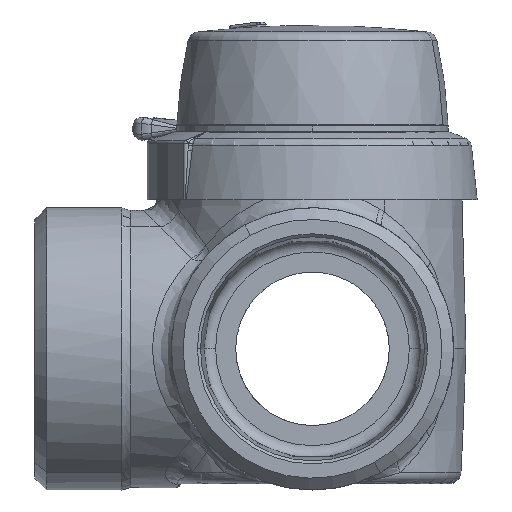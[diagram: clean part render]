
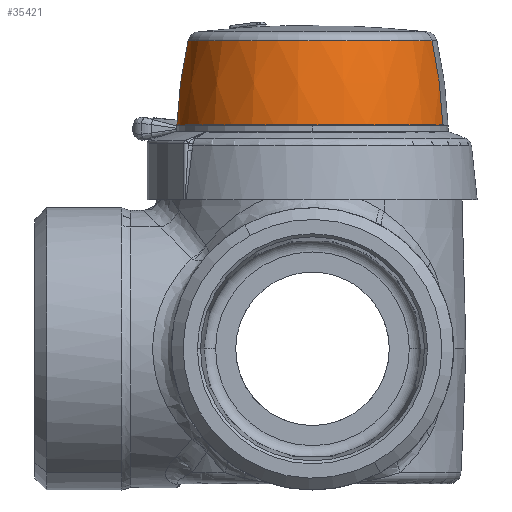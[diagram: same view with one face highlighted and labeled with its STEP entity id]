
A CAD part, front view. The second image highlights one B-rep face of the part: STEP entity #35421.
In plain terms, the highlighted face is a revolution surface.
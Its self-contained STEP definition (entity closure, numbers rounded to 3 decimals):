
#35359=AXIS2_PLACEMENT_3D('Circle Axis2P3D',#35357,#35358,$) ;
#35404=AXIS2_PLACEMENT_3D('Circle Axis2P3D',#35402,#35403,$) ;
#35352=CARTESIAN_POINT('Vertex',(11.027,-20.184,66.5)) ;
#35354=CARTESIAN_POINT('Vertex',(-11.027,20.184,66.5)) ;
#35357=CARTESIAN_POINT('Axis2P3D Location',(0.,0.,66.5)) ;
#35386=CARTESIAN_POINT('Control Point',(0.,23.,66.5)) ;
#35387=CARTESIAN_POINT('Control Point',(0.,22.831,71.344)) ;
#35388=CARTESIAN_POINT('Control Point',(0.,22.191,76.171)) ;
#35389=CARTESIAN_POINT('Control Point',(0.,21.092,80.891)) ;
#35390=CARTESIAN_POINT('Axis1P Location',(0.,0.,75.)) ;
#35395=CARTESIAN_POINT('Control Point',(11.027,-20.184,66.5)) ;
#35396=CARTESIAN_POINT('Control Point',(10.946,-20.036,71.344)) ;
#35397=CARTESIAN_POINT('Control Point',(10.639,-19.474,76.171)) ;
#35398=CARTESIAN_POINT('Control Point',(10.112,-18.51,80.891)) ;
#35399=CARTESIAN_POINT('Vertex',(10.112,-18.51,80.891)) ;
#35402=CARTESIAN_POINT('Axis2P3D Location',(0.,0.,80.891)) ;
#35406=CARTESIAN_POINT('Vertex',(-10.112,18.51,80.891)) ;
#35410=CARTESIAN_POINT('Control Point',(-11.027,20.184,66.5)) ;
#35411=CARTESIAN_POINT('Control Point',(-10.946,20.036,71.344)) ;
#35412=CARTESIAN_POINT('Control Point',(-10.639,19.474,76.171)) ;
#35413=CARTESIAN_POINT('Control Point',(-10.112,18.51,80.891)) ;
#35358=DIRECTION('Axis2P3D Direction',(0.,0.,1.)) ;
#35391=DIRECTION('Axis1P Direction',(0.,0.,1.)) ;
#35403=DIRECTION('Axis2P3D Direction',(0.,0.,1.)) ;
#35392=AXIS1_PLACEMENT('Revolution Surface Axis1P',#35390,#35391) ;
#35416=ORIENTED_EDGE('',*,*,#35401,.T.) ;
#35417=ORIENTED_EDGE('',*,*,#35408,.F.) ;
#35418=ORIENTED_EDGE('',*,*,#35414,.F.) ;
#35419=ORIENTED_EDGE('',*,*,#35361,.T.) ;
#35421=ADVANCED_FACE('',(#35420),#35393,.T.) ;
#35385=B_SPLINE_CURVE_WITH_KNOTS('',3,(#35386,#35387,#35388,#35389),.UNSPECIFIED.,.F.,.U.,(4,4),(473.857,488.397),.UNSPECIFIED.) ;
#35394=B_SPLINE_CURVE_WITH_KNOTS('',3,(#35395,#35396,#35397,#35398),.UNSPECIFIED.,.F.,.U.,(4,4),(473.857,488.397),.UNSPECIFIED.) ;
#35409=B_SPLINE_CURVE_WITH_KNOTS('',3,(#35410,#35411,#35412,#35413),.UNSPECIFIED.,.F.,.U.,(4,4),(473.857,488.397),.UNSPECIFIED.) ;
#35360=CIRCLE('generated circle',#35359,23.) ;
#35405=CIRCLE('generated circle',#35404,21.092) ;
#35361=EDGE_CURVE('',#35355,#35353,#35360,.T.) ;
#35401=EDGE_CURVE('',#35353,#35400,#35394,.T.) ;
#35408=EDGE_CURVE('',#35407,#35400,#35405,.T.) ;
#35414=EDGE_CURVE('',#35355,#35407,#35409,.T.) ;
#35415=EDGE_LOOP('',(#35416,#35417,#35418,#35419)) ;
#35420=FACE_OUTER_BOUND('',#35415,.T.) ;
#35393=SURFACE_OF_REVOLUTION('Surface of Revolution',#35385,#35392) ;
#35353=VERTEX_POINT('',#35352) ;
#35355=VERTEX_POINT('',#35354) ;
#35400=VERTEX_POINT('',#35399) ;
#35407=VERTEX_POINT('',#35406) ;
